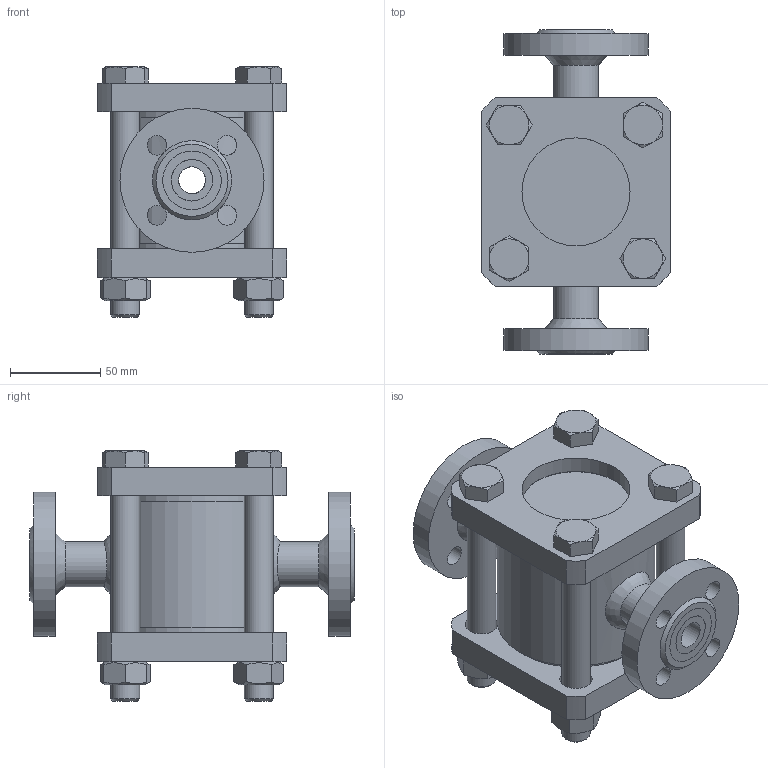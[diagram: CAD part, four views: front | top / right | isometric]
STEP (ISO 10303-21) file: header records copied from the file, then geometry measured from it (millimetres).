
FILE_DESCRIPTION((''),'2;1');
FILE_NAME('ФБ08 011 015 000.stp','2015-03-27T11:41:09',('��������'),(''),'Autodesk Inventor 2013','Autodesk Inventor 2013','');
FILE_SCHEMA(('AUTOMOTIVE_DESIGN { 1 0 10303 214 1 1 1 1 }'));
Length unit declared in the file: millimetre
Products named in the file (16): ФБ08 011 015 000; ФБ08 010 015 010; ФБ08 010 015 010_Сварные швы; ФБ08 110 015 012; ФБ08 110 015 013; ФБ08 110 015 013_1; ФБ08 110 015 011; ФБ08 110 015 011_1; ФБ08 010 020 013; ФБ08 010 020 013_1; Стекло В80х15 ГОСТ21836-88; ФБ08 010 020 001; ФБ08 010 020 003; ФБ08 010 020 008; Болт ГОСТ 7796-70 M16-6gx130; Гайка ГОСТ 5915-70 M16
Assembly tree (25 placements, depth 3):
  ФБ08 011 015 000
    ФБ08 010 015 010
      ФБ08 010 015 010_Сварные швы
      ФБ08 110 015 012
      ФБ08 110 015 013
      ФБ08 110 015 013_1
      ФБ08 110 015 011
      ФБ08 110 015 011_1
      ФБ08 010 020 013
      ФБ08 010 020 013_1
    Стекло В80х15 ГОСТ21836-88  x2
    ФБ08 010 020 001  x2
    ФБ08 010 020 003  x2
    ФБ08 010 020 008  x2
    Болт ГОСТ 7796-70 M16-6gx130  x4
    Гайка ГОСТ 5915-70 M16  x4
Bounding box: 105 x 180 x 139 mm (x, y, z)
Volume: 760105.8 mm3; surface area: 235369.2 mm2
Topology: 29 solids, 29 shells, 280 faces, 630 edges, 410 vertices
Faces by surface type: plane 142, cylinder 76, cone 56, torus 4, bspline 2
Full cylindrical faces by diameter (mm): 4 x2, 11 x8, 13.835 x4, 15 x4, 16 x4, 18 x8, 23 x6, 24 x4, 25 x6, 60 x2, 62 x2, 70 x1, 72 x2, 80 x4, 82 x8, 88 x1
Entity records: 5357 total; most frequent: CARTESIAN_POINT 1542, DIRECTION 756, ORIENTED_EDGE 534, AXIS2_PLACEMENT_3D 331, EDGE_LOOP 286, EDGE_CURVE 267, VERTEX_POINT 211, FACE_OUTER_BOUND 159
